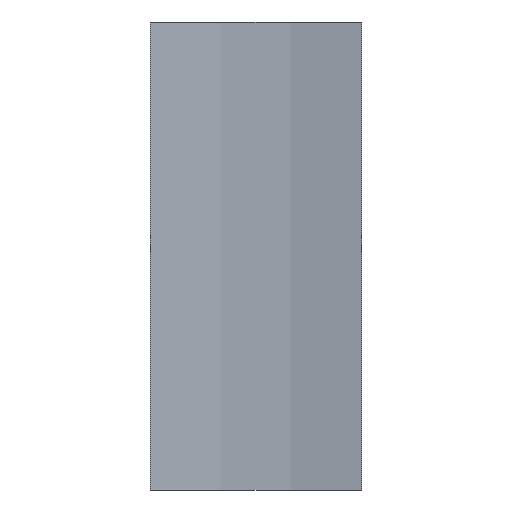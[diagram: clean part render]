
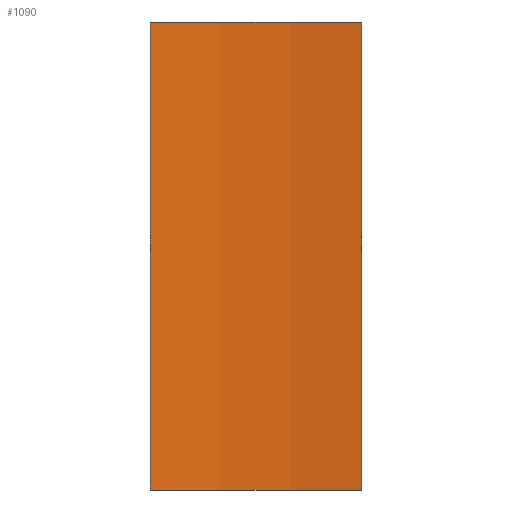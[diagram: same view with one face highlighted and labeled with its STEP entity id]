
A CAD part, left-side view. The second image highlights one B-rep face of the part: STEP entity #1090.
In plain terms, the highlighted cylindrical face has radius 77.228 mm (diameter 154.456 mm), a partial arc.
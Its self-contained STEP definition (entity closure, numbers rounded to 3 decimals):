
#43 = CYLINDRICAL_SURFACE('',#44,75.);
#44 = AXIS2_PLACEMENT_3D('',#45,#46,#47);
#45 = CARTESIAN_POINT('',(0.,0.,5.));
#46 = DIRECTION('',(-0.,-0.,-1.));
#47 = DIRECTION('',(1.,0.,0.));
#68 = VERTEX_POINT('',#69);
#69 = CARTESIAN_POINT('',(-39.5,63.755,77.));
#84 = PLANE('',#85);
#85 = AXIS2_PLACEMENT_3D('',#86,#87,#88);
#86 = CARTESIAN_POINT('',(39.5,63.755,77.));
#87 = DIRECTION('',(0.,0.,-1.));
#88 = DIRECTION('',(-1.,0.,0.));
#100 = EDGE_CURVE('',#101,#68,#103,.T.);
#101 = VERTEX_POINT('',#102);
#102 = CARTESIAN_POINT('',(-39.5,63.755,5.));
#103 = SURFACE_CURVE('',#104,(#108,#115),.PCURVE_S1.);
#104 = LINE('',#105,#106);
#105 = CARTESIAN_POINT('',(-39.5,63.755,5.));
#106 = VECTOR('',#107,1.);
#107 = DIRECTION('',(0.,0.,1.));
#108 = PCURVE('',#43,#109);
#109 = DEFINITIONAL_REPRESENTATION('',(#110),#114);
#110 = LINE('',#111,#112);
#111 = CARTESIAN_POINT('',(-2.125,0.));
#112 = VECTOR('',#113,1.);
#113 = DIRECTION('',(-0.,-1.));
#114 = ( GEOMETRIC_REPRESENTATION_CONTEXT(2) 
PARAMETRIC_REPRESENTATION_CONTEXT() REPRESENTATION_CONTEXT('2D SPACE',''
  ) );
#115 = PCURVE('',#116,#121);
#116 = CYLINDRICAL_SURFACE('',#117,77.228);
#117 = AXIS2_PLACEMENT_3D('',#118,#119,#120);
#118 = CARTESIAN_POINT('',(-115.,80.,5.));
#119 = DIRECTION('',(-0.,-0.,-1.));
#120 = DIRECTION('',(1.,0.,0.));
#121 = DEFINITIONAL_REPRESENTATION('',(#122),#126);
#122 = LINE('',#123,#124);
#123 = CARTESIAN_POINT('',(-6.071,0.));
#124 = VECTOR('',#125,1.);
#125 = DIRECTION('',(-0.,-1.));
#126 = ( GEOMETRIC_REPRESENTATION_CONTEXT(2) 
PARAMETRIC_REPRESENTATION_CONTEXT() REPRESENTATION_CONTEXT('2D SPACE',''
  ) );
#143 = PLANE('',#144);
#144 = AXIS2_PLACEMENT_3D('',#145,#146,#147);
#145 = CARTESIAN_POINT('',(39.5,63.755,5.));
#146 = DIRECTION('',(0.,0.,-1.));
#147 = DIRECTION('',(-1.,0.,0.));
#644 = CYLINDRICAL_SURFACE('',#645,75.);
#645 = AXIS2_PLACEMENT_3D('',#646,#647,#648);
#646 = CARTESIAN_POINT('',(0.,160.,5.));
#647 = DIRECTION('',(-0.,-0.,-1.));
#648 = DIRECTION('',(1.,0.,0.));
#713 = EDGE_CURVE('',#101,#714,#716,.T.);
#714 = VERTEX_POINT('',#715);
#715 = CARTESIAN_POINT('',(-39.5,96.245,5.));
#716 = SURFACE_CURVE('',#717,(#722,#733),.PCURVE_S1.);
#717 = CIRCLE('',#718,77.228);
#718 = AXIS2_PLACEMENT_3D('',#719,#720,#721);
#719 = CARTESIAN_POINT('',(-115.,80.,5.));
#720 = DIRECTION('',(0.,0.,1.));
#721 = DIRECTION('',(1.,0.,0.));
#722 = PCURVE('',#143,#723);
#723 = DEFINITIONAL_REPRESENTATION('',(#724),#732);
#724 = ( BOUNDED_CURVE() B_SPLINE_CURVE(2,(#725,#726,#727,#728,#729,#730
,#731),.UNSPECIFIED.,.F.,.F.) B_SPLINE_CURVE_WITH_KNOTS((1,2,2,2,2,1),(
    -2.094,0.,2.094,4.189,6.283,
8.378),.UNSPECIFIED.) CURVE() GEOMETRIC_REPRESENTATION_ITEM() 
RATIONAL_B_SPLINE_CURVE((1.,0.5,1.,0.5,1.,0.5,1.)) REPRESENTATION_ITEM(
  '') );
#725 = CARTESIAN_POINT('',(77.272,16.245));
#726 = CARTESIAN_POINT('',(77.272,150.007));
#727 = CARTESIAN_POINT('',(193.114,83.126));
#728 = CARTESIAN_POINT('',(308.956,16.245));
#729 = CARTESIAN_POINT('',(193.114,-50.637));
#730 = CARTESIAN_POINT('',(77.272,-117.518));
#731 = CARTESIAN_POINT('',(77.272,16.245));
#732 = ( GEOMETRIC_REPRESENTATION_CONTEXT(2) 
PARAMETRIC_REPRESENTATION_CONTEXT() REPRESENTATION_CONTEXT('2D SPACE',''
  ) );
#733 = PCURVE('',#116,#734);
#734 = DEFINITIONAL_REPRESENTATION('',(#735),#739);
#735 = LINE('',#736,#737);
#736 = CARTESIAN_POINT('',(-0.,0.));
#737 = VECTOR('',#738,1.);
#738 = DIRECTION('',(-1.,0.));
#739 = ( GEOMETRIC_REPRESENTATION_CONTEXT(2) 
PARAMETRIC_REPRESENTATION_CONTEXT() REPRESENTATION_CONTEXT('2D SPACE',''
  ) );
#912 = EDGE_CURVE('',#68,#913,#915,.T.);
#913 = VERTEX_POINT('',#914);
#914 = CARTESIAN_POINT('',(-39.5,96.245,77.));
#915 = SURFACE_CURVE('',#916,(#921,#932),.PCURVE_S1.);
#916 = CIRCLE('',#917,77.228);
#917 = AXIS2_PLACEMENT_3D('',#918,#919,#920);
#918 = CARTESIAN_POINT('',(-115.,80.,77.));
#919 = DIRECTION('',(0.,0.,1.));
#920 = DIRECTION('',(1.,0.,0.));
#921 = PCURVE('',#84,#922);
#922 = DEFINITIONAL_REPRESENTATION('',(#923),#931);
#923 = ( BOUNDED_CURVE() B_SPLINE_CURVE(2,(#924,#925,#926,#927,#928,#929
,#930),.UNSPECIFIED.,.F.,.F.) B_SPLINE_CURVE_WITH_KNOTS((1,2,2,2,2,1),(
    -2.094,0.,2.094,4.189,6.283,
8.378),.UNSPECIFIED.) CURVE() GEOMETRIC_REPRESENTATION_ITEM() 
RATIONAL_B_SPLINE_CURVE((1.,0.5,1.,0.5,1.,0.5,1.)) REPRESENTATION_ITEM(
  '') );
#924 = CARTESIAN_POINT('',(77.272,16.245));
#925 = CARTESIAN_POINT('',(77.272,150.007));
#926 = CARTESIAN_POINT('',(193.114,83.126));
#927 = CARTESIAN_POINT('',(308.956,16.245));
#928 = CARTESIAN_POINT('',(193.114,-50.637));
#929 = CARTESIAN_POINT('',(77.272,-117.518));
#930 = CARTESIAN_POINT('',(77.272,16.245));
#931 = ( GEOMETRIC_REPRESENTATION_CONTEXT(2) 
PARAMETRIC_REPRESENTATION_CONTEXT() REPRESENTATION_CONTEXT('2D SPACE',''
  ) );
#932 = PCURVE('',#116,#933);
#933 = DEFINITIONAL_REPRESENTATION('',(#934),#938);
#934 = LINE('',#935,#936);
#935 = CARTESIAN_POINT('',(-0.,-72.));
#936 = VECTOR('',#937,1.);
#937 = DIRECTION('',(-1.,0.));
#938 = ( GEOMETRIC_REPRESENTATION_CONTEXT(2) 
PARAMETRIC_REPRESENTATION_CONTEXT() REPRESENTATION_CONTEXT('2D SPACE',''
  ) );
#1090 = ADVANCED_FACE('',(#1091),#116,.F.);
#1091 = FACE_BOUND('',#1092,.T.);
#1092 = EDGE_LOOP('',(#1093,#1094,#1095,#1116));
#1093 = ORIENTED_EDGE('',*,*,#100,.T.);
#1094 = ORIENTED_EDGE('',*,*,#912,.T.);
#1095 = ORIENTED_EDGE('',*,*,#1096,.F.);
#1096 = EDGE_CURVE('',#714,#913,#1097,.T.);
#1097 = SURFACE_CURVE('',#1098,(#1102,#1109),.PCURVE_S1.);
#1098 = LINE('',#1099,#1100);
#1099 = CARTESIAN_POINT('',(-39.5,96.245,5.));
#1100 = VECTOR('',#1101,1.);
#1101 = DIRECTION('',(0.,0.,1.));
#1102 = PCURVE('',#116,#1103);
#1103 = DEFINITIONAL_REPRESENTATION('',(#1104),#1108);
#1104 = LINE('',#1105,#1106);
#1105 = CARTESIAN_POINT('',(-6.495,0.));
#1106 = VECTOR('',#1107,1.);
#1107 = DIRECTION('',(-0.,-1.));
#1108 = ( GEOMETRIC_REPRESENTATION_CONTEXT(2) 
PARAMETRIC_REPRESENTATION_CONTEXT() REPRESENTATION_CONTEXT('2D SPACE',''
  ) );
#1109 = PCURVE('',#644,#1110);
#1110 = DEFINITIONAL_REPRESENTATION('',(#1111),#1115);
#1111 = LINE('',#1112,#1113);
#1112 = CARTESIAN_POINT('',(-4.158,0.));
#1113 = VECTOR('',#1114,1.);
#1114 = DIRECTION('',(-0.,-1.));
#1115 = ( GEOMETRIC_REPRESENTATION_CONTEXT(2) 
PARAMETRIC_REPRESENTATION_CONTEXT() REPRESENTATION_CONTEXT('2D SPACE',''
  ) );
#1116 = ORIENTED_EDGE('',*,*,#713,.F.);
